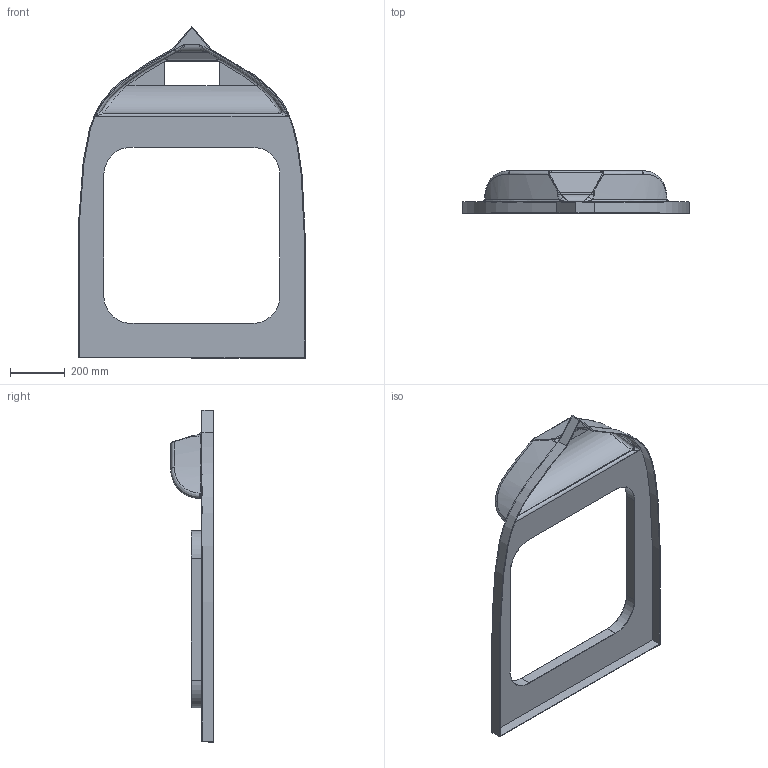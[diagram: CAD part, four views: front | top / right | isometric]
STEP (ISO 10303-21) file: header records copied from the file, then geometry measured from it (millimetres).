
FILE_DESCRIPTION (( 'STEP AP203' ), '1' );
FILE_NAME ('ShoeBoxTopWithHatch.STEP', '2015-03-02T15:59:11', ( '' ), ( '' ), 'SwSTEP 2.0', 'SolidWorks 2014', '' );
FILE_SCHEMA (( 'CONFIG_CONTROL_DESIGN' ));
Length unit declared in the file: millimetre
Products named in the file (1): ShoeBoxTopWithHatch
Bounding box: 832.61 x 155.57 x 1218.2 mm (x, y, z)
Volume: 2373549.9 mm3; surface area: 1586003.9 mm2
Topology: 1 solids, 1 shells, 122 faces, 304 edges, 174 vertices
Faces by surface type: bspline 62, plane 34, cylinder 26
Entity records: 17444 total; most frequent: CARTESIAN_POINT 15014, ORIENTED_EDGE 584, DIRECTION 340, EDGE_CURVE 292, VERTEX_POINT 174, EDGE_LOOP 128, B_SPLINE_CURVE_WITH_KNOTS 124, FACE_OUTER_BOUND 122
